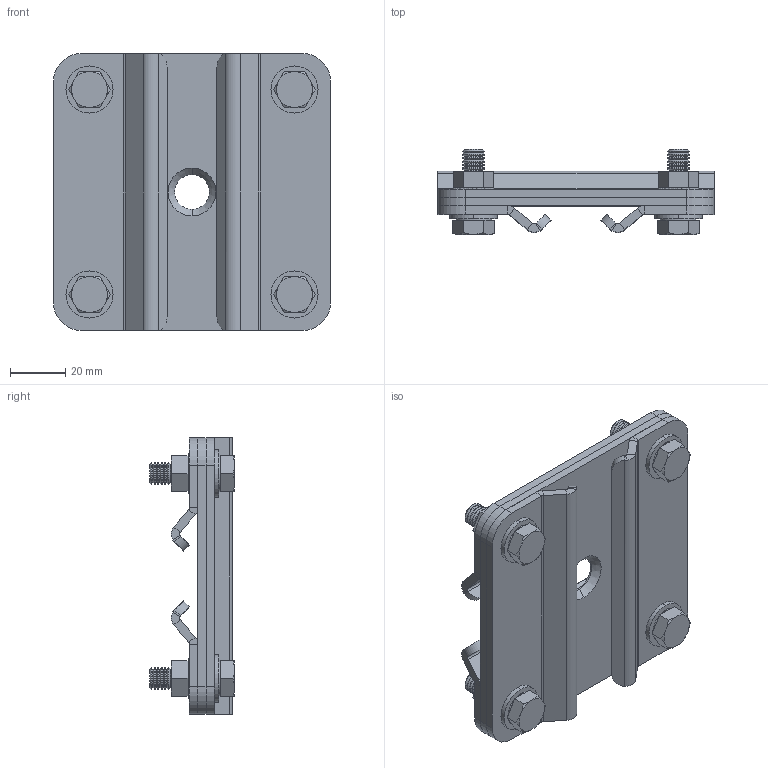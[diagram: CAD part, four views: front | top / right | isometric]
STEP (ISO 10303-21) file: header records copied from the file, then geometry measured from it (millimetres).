
FILE_DESCRIPTION (( 'STEP AP203' ), '1' );
FILE_NAME ('T84130.STEP', '2018-09-18T13:02:09', ( '' ), ( '' ), 'SwSTEP 2.0', 'SolidWorks 2016', '' );
FILE_SCHEMA (( 'CONFIG_CONTROL_DESIGN' ));
Length unit declared in the file: millimetre
Products named in the file (6): TH1273; A Washer_Bright washer BS 4320 - M8 (Form A); F936; T84130; TH1359; Hex Bolt_ISO 4016 - M8 x 25 x 25-WS
Assembly tree (17 placements, depth 2):
  T84130
    TH1359
    TH1273  x4
    F936  x4
    A Washer_Bright washer BS 4320 - M8 (Form A)  x4
    Hex Bolt_ISO 4016 - M8 x 25 x 25-WS  x4
Bounding box: 100 x 30.68 x 100 mm (x, y, z)
Volume: 89908.9 mm3; surface area: 68416.1 mm2
Topology: 17 solids, 17 shells, 1351 faces, 3495 edges, 2204 vertices
Faces by surface type: cylinder 522, plane 396, cone 338, bspline 95
Entity records: 22424 total; most frequent: CARTESIAN_POINT 8916, ORIENTED_EDGE 2712, DIRECTION 2492, EDGE_CURVE 1356, AXIS2_PLACEMENT_3D 882, VERTEX_POINT 872, VECTOR 728, LINE 728
